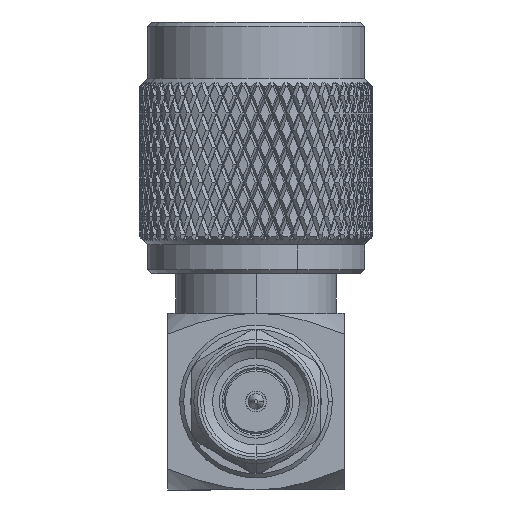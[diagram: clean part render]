
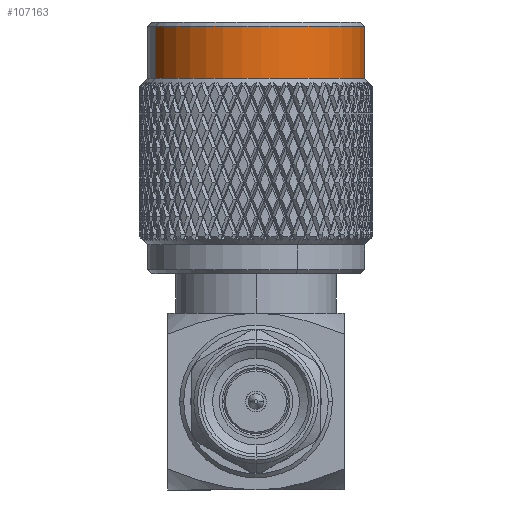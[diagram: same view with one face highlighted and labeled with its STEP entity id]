
A CAD part, left-side view. The second image highlights one B-rep face of the part: STEP entity #107163.
In plain terms, the highlighted cylindrical face has radius 6.756 mm (diameter 13.513 mm), a partial arc.
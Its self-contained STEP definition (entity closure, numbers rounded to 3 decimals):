
#9119 = CARTESIAN_POINT ( 'NONE',  ( 23.346, -2.58, 6.244 ) ) ;
#9367 = EDGE_CURVE ( 'NONE', #89872, #42884, #102183, .T. ) ;
#13751 = CARTESIAN_POINT ( 'NONE',  ( 20.095, -2.58, 6.244 ) ) ;
#13962 = CARTESIAN_POINT ( 'NONE',  ( 8.448, 2.58, -6.244 ) ) ;
#15198 = CARTESIAN_POINT ( 'NONE',  ( 8.448, -2.58, 6.244 ) ) ;
#18252 = ORIENTED_EDGE ( 'NONE', *, *, #105615, .T. ) ;
#24372 = DIRECTION ( 'NONE',  ( 0., 0.382, -0.924 ) ) ;
#28710 = CARTESIAN_POINT ( 'NONE',  ( 20.095, 2.58, -6.244 ) ) ;
#29098 = CARTESIAN_POINT ( 'NONE',  ( 20.095, 0., 0. ) ) ;
#29871 = EDGE_CURVE ( 'NONE', #48121, #73261, #46044, .T. ) ;
#30579 = CYLINDRICAL_SURFACE ( 'NONE', #40775, 6.756 ) ;
#38089 = DIRECTION ( 'NONE',  ( -1., 0., 0. ) ) ;
#40775 = AXIS2_PLACEMENT_3D ( 'NONE', #83881, #64799, #24372 ) ;
#42884 = VERTEX_POINT ( 'NONE', #9119 ) ;
#44829 = DIRECTION ( 'NONE',  ( -1., 0., 0. ) ) ;
#46044 = LINE ( 'NONE', #13962, #98960 ) ;
#48121 = VERTEX_POINT ( 'NONE', #28710 ) ;
#52110 = ORIENTED_EDGE ( 'NONE', *, *, #9367, .F. ) ;
#54359 = CARTESIAN_POINT ( 'NONE',  ( 23.346, 0., 0. ) ) ;
#57142 = CIRCLE ( 'NONE', #98231, 6.756 ) ;
#59880 = VECTOR ( 'NONE', #102739, 1000. ) ;
#63121 = EDGE_LOOP ( 'NONE', ( #52110, #73258, #64809, #18252 ) ) ;
#64799 = DIRECTION ( 'NONE',  ( 1., 0., 0. ) ) ;
#64809 = ORIENTED_EDGE ( 'NONE', *, *, #29871, .T. ) ;
#71047 = EDGE_CURVE ( 'NONE', #48121, #89872, #57142, .T. ) ;
#73254 = FACE_OUTER_BOUND ( 'NONE', #63121, .T. ) ;
#73258 = ORIENTED_EDGE ( 'NONE', *, *, #71047, .F. ) ;
#73261 = VERTEX_POINT ( 'NONE', #106434 ) ;
#74846 = AXIS2_PLACEMENT_3D ( 'NONE', #54359, #44829, #86910 ) ;
#80200 = DIRECTION ( 'NONE',  ( 0., -0.382, 0.924 ) ) ;
#83881 = CARTESIAN_POINT ( 'NONE',  ( 8.448, 0., 0. ) ) ;
#86910 = DIRECTION ( 'NONE',  ( 0., -0.382, 0.924 ) ) ;
#89872 = VERTEX_POINT ( 'NONE', #13751 ) ;
#90860 = CIRCLE ( 'NONE', #74846, 6.756 ) ;
#98231 = AXIS2_PLACEMENT_3D ( 'NONE', #29098, #38089, #80200 ) ;
#98960 = VECTOR ( 'NONE', #107709, 1000. ) ;
#102183 = LINE ( 'NONE', #15198, #59880 ) ;
#102739 = DIRECTION ( 'NONE',  ( 1., 0., 0. ) ) ;
#105615 = EDGE_CURVE ( 'NONE', #73261, #42884, #90860, .T. ) ;
#106434 = CARTESIAN_POINT ( 'NONE',  ( 23.346, 2.58, -6.244 ) ) ;
#107163 = ADVANCED_FACE ( 'NONE', ( #73254 ), #30579, .T. ) ;
#107709 = DIRECTION ( 'NONE',  ( 1., 0., 0. ) ) ;
